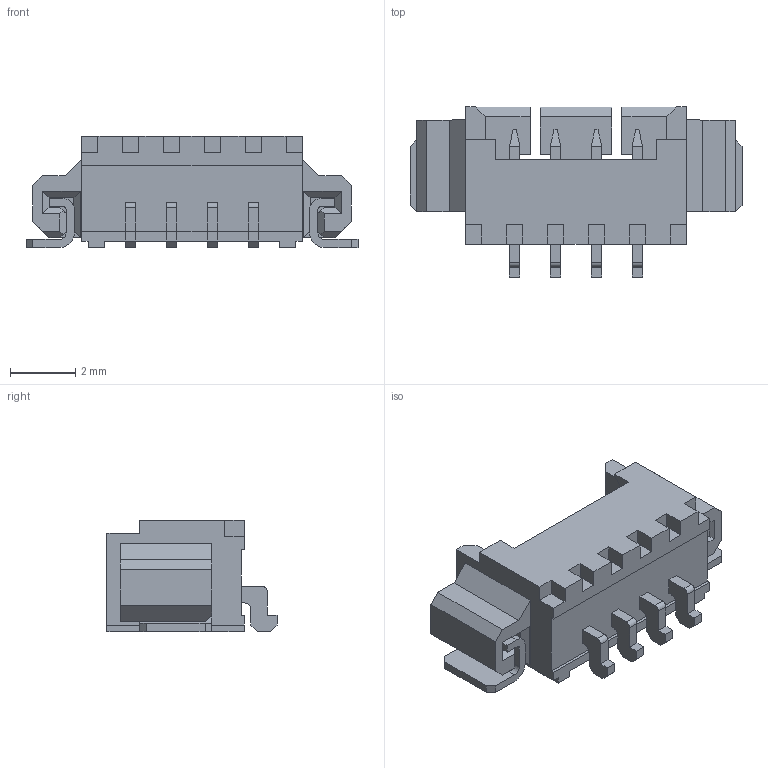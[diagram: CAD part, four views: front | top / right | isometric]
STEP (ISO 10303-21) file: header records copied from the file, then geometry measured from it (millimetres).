
FILE_DESCRIPTION (( 'STEP AP214' ), '1' );
FILE_NAME ('PicoBlade_53261-0471.step', '2019-01-07T14:57:04', ( '' ), ( '' ), 'SwSTEP 2.0', 'SolidWorks 2018', '' );
FILE_SCHEMA (( 'AUTOMOTIVE_DESIGN' ));
Length unit declared in the file: millimetre
Products named in the file (1): PicoBlade_53261-0471
Bounding box: 10.15 x 5.2 x 3.4 mm (x, y, z)
Volume: 61.7 mm3; surface area: 247.6 mm2
Topology: 1 solids, 1 shells, 260 faces, 734 edges, 478 vertices
Faces by surface type: plane 244, cylinder 16
Entity records: 9469 total; most frequent: CARTESIAN_POINT 1479, ORIENTED_EDGE 1468, DIRECTION 1286, EDGE_CURVE 734, VECTOR 700, LINE 700, VERTEX_POINT 478, AXIS2_PLACEMENT_3D 293
